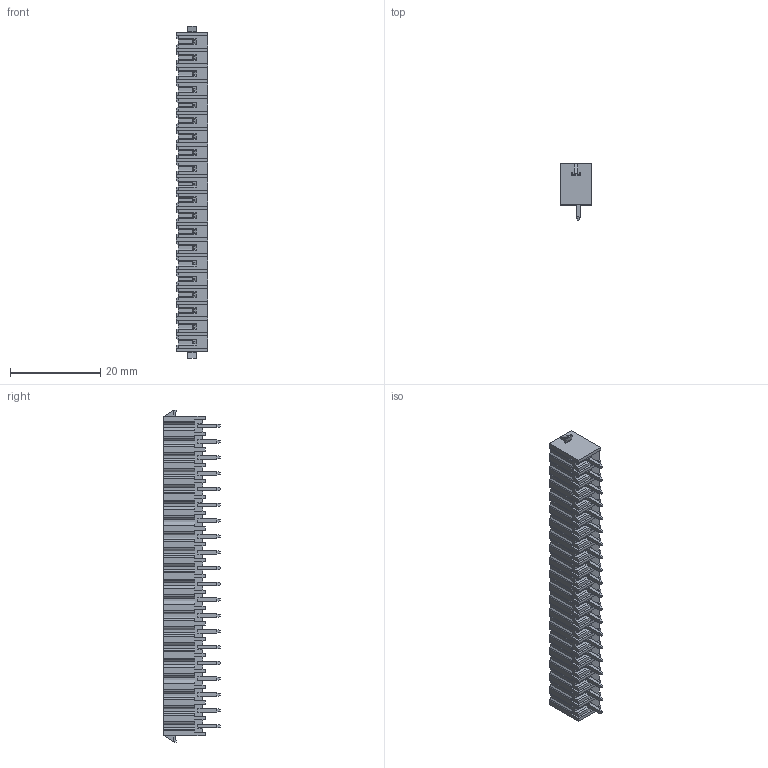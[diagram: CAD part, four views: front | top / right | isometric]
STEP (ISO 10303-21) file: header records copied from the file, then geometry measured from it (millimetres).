
FILE_DESCRIPTION((''),'2;1');
FILE_NAME('PRT0002','2024-10-12T',('sheji'),(''),'PRO/ENGINEER BY PARAMETRIC TECHNOLOGY CORPORATION, 2015240','PRO/ENGINEER BY PARAMETRIC TECHNOLOGY CORPORATION, 2015240','');
FILE_SCHEMA(('CONFIG_CONTROL_DESIGN'));
Length unit declared in the file: millimetre
Products named in the file (1): PRT0002
Bounding box: 7 x 12.6 x 73.5 mm (x, y, z)
Volume: 1976.7 mm3; surface area: 6178.7 mm2
Topology: 1 solids, 1 shells, 1248 faces, 3392 edges, 2208 vertices
Faces by surface type: plane 1026, cylinder 182, cone 40
Entity records: 38782 total; most frequent: CARTESIAN_POINT 7308, ORIENTED_EDGE 6784, DIRECTION 6056, EDGE_CURVE 3392, VECTOR 2904, LINE 2904, VERTEX_POINT 2208, AXIS2_PLACEMENT_3D 1576
